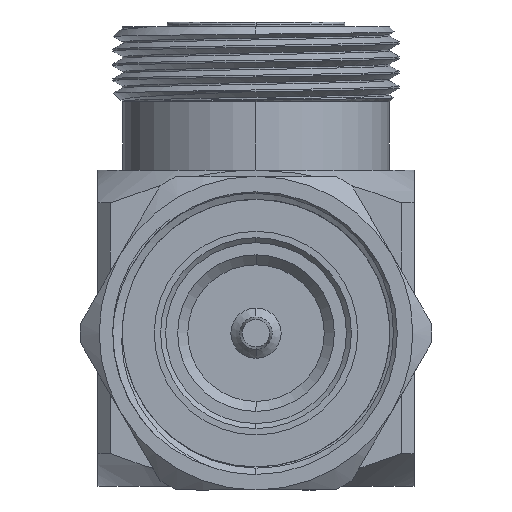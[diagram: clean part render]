
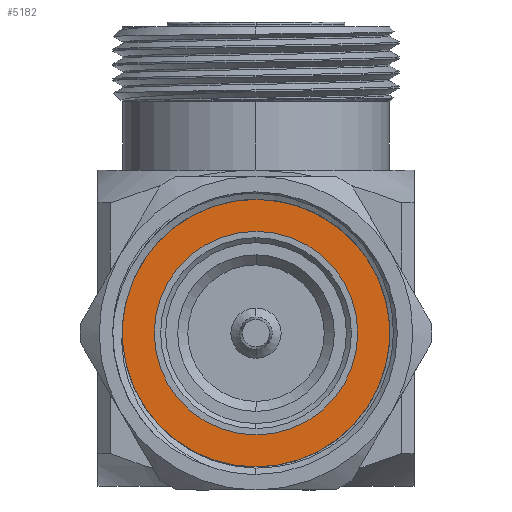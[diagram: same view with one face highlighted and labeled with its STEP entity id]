
A CAD part, left-side view. The second image highlights one B-rep face of the part: STEP entity #5182.
In plain terms, the highlighted planar face has unit normal (-1, 0, 0).
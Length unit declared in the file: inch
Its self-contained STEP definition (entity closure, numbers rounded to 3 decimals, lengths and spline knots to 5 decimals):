
#205 = DIRECTION ( 'NONE',  ( -1., 0., 0. ) ) ;
#303 = CARTESIAN_POINT ( 'NONE',  ( -1.13236, 0., -1.22 ) ) ;
#466 = EDGE_CURVE ( 'NONE', #6514, #2971, #1701, .T. ) ;
#952 = DIRECTION ( 'NONE',  ( 0., 0., 1. ) ) ;
#1110 = VERTEX_POINT ( 'NONE', #4846 ) ;
#1126 = DIRECTION ( 'NONE',  ( 0., 0., 1. ) ) ;
#1217 = AXIS2_PLACEMENT_3D ( 'NONE', #3490, #205, #6139 ) ;
#1461 = ORIENTED_EDGE ( 'NONE', *, *, #4536, .T. ) ;
#1701 = CIRCLE ( 'NONE', #6952, 0.57237 ) ;
#2446 = CARTESIAN_POINT ( 'NONE',  ( -1.13236, 0., -1.79237 ) ) ;
#2677 = AXIS2_PLACEMENT_3D ( 'NONE', #5613, #4949, #4302 ) ;
#2971 = VERTEX_POINT ( 'NONE', #6323 ) ;
#3076 = DIRECTION ( 'NONE',  ( -1., 0., 0. ) ) ;
#3293 = CIRCLE ( 'NONE', #1217, 0.40551 ) ;
#3345 = VERTEX_POINT ( 'NONE', #4135 ) ;
#3413 = EDGE_CURVE ( 'NONE', #3345, #1110, #7235, .T. ) ;
#3490 = CARTESIAN_POINT ( 'NONE',  ( -1.13236, 0., -1.22 ) ) ;
#4106 = DIRECTION ( 'NONE',  ( -1., 0., 0. ) ) ;
#4135 = CARTESIAN_POINT ( 'NONE',  ( -1.13236, 0., -1.62551 ) ) ;
#4264 = EDGE_LOOP ( 'NONE', ( #5039, #6515 ) ) ;
#4302 = DIRECTION ( 'NONE',  ( 0., 0., 1. ) ) ;
#4307 = AXIS2_PLACEMENT_3D ( 'NONE', #6690, #4106, #7941 ) ;
#4313 = AXIS2_PLACEMENT_3D ( 'NONE', #4381, #3076, #1126 ) ;
#4381 = CARTESIAN_POINT ( 'NONE',  ( -1.13236, 0., -1.22 ) ) ;
#4536 = EDGE_CURVE ( 'NONE', #2971, #6514, #5568, .T. ) ;
#4846 = CARTESIAN_POINT ( 'NONE',  ( -1.13236, 0., -0.81449 ) ) ;
#4949 = DIRECTION ( 'NONE',  ( -1., 0., 0. ) ) ;
#5039 = ORIENTED_EDGE ( 'NONE', *, *, #3413, .F. ) ;
#5182 = ADVANCED_FACE ( 'NONE', ( #8418, #7668 ), #8343, .T. ) ;
#5568 = CIRCLE ( 'NONE', #4307, 0.57237 ) ;
#5613 = CARTESIAN_POINT ( 'NONE',  ( -1.13236, 0., -1.22 ) ) ;
#5942 = EDGE_LOOP ( 'NONE', ( #1461, #8194 ) ) ;
#6139 = DIRECTION ( 'NONE',  ( 0., 0., 1. ) ) ;
#6323 = CARTESIAN_POINT ( 'NONE',  ( -1.13236, 0., -0.64763 ) ) ;
#6514 = VERTEX_POINT ( 'NONE', #2446 ) ;
#6515 = ORIENTED_EDGE ( 'NONE', *, *, #8238, .F. ) ;
#6690 = CARTESIAN_POINT ( 'NONE',  ( -1.13236, 0., -1.22 ) ) ;
#6881 = DIRECTION ( 'NONE',  ( -1., 0., 0. ) ) ;
#6952 = AXIS2_PLACEMENT_3D ( 'NONE', #303, #6881, #952 ) ;
#7235 = CIRCLE ( 'NONE', #2677, 0.40551 ) ;
#7668 = FACE_OUTER_BOUND ( 'NONE', #5942, .T. ) ;
#7941 = DIRECTION ( 'NONE',  ( 0., 0., 1. ) ) ;
#8194 = ORIENTED_EDGE ( 'NONE', *, *, #466, .T. ) ;
#8238 = EDGE_CURVE ( 'NONE', #1110, #3345, #3293, .T. ) ;
#8343 = PLANE ( 'NONE',  #4313 ) ;
#8418 = FACE_BOUND ( 'NONE', #4264, .T. ) ;
